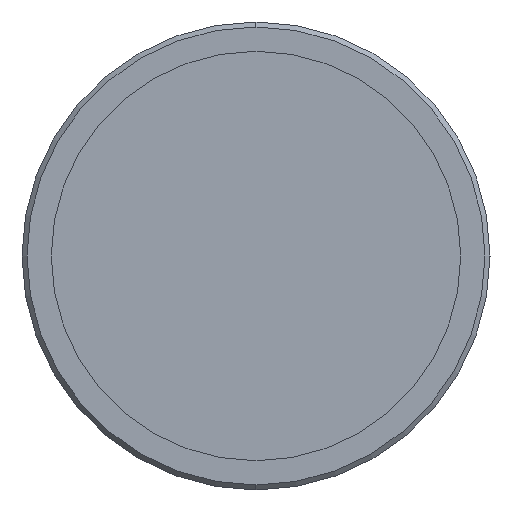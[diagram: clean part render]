
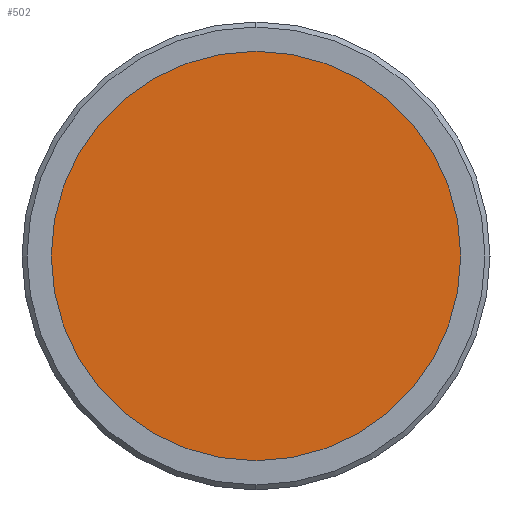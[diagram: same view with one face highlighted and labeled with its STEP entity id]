
A CAD part, left-side view. The second image highlights one B-rep face of the part: STEP entity #502.
In plain terms, the highlighted planar face has unit normal (-1, 0, 0).
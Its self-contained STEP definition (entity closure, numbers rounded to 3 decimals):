
#2 = FACE_OUTER_BOUND ( 'NONE', #61, .T. ) ;
#7 = AXIS2_PLACEMENT_3D ( 'NONE', #500, #317, #743 ) ;
#46 = PLANE ( 'NONE',  #108 ) ;
#61 = EDGE_LOOP ( 'NONE', ( #304, #350 ) ) ;
#108 = AXIS2_PLACEMENT_3D ( 'NONE', #720, #470, #544 ) ;
#109 = CARTESIAN_POINT ( 'NONE',  ( 2., 0., 12.25 ) ) ;
#156 = CIRCLE ( 'NONE', #181, 12.25 ) ;
#181 = AXIS2_PLACEMENT_3D ( 'NONE', #620, #242, #731 ) ;
#242 = DIRECTION ( 'NONE',  ( -1., 0., 0. ) ) ;
#244 = CARTESIAN_POINT ( 'NONE',  ( 2., 0., -12.25 ) ) ;
#263 = CIRCLE ( 'NONE', #7, 12.25 ) ;
#279 = VERTEX_POINT ( 'NONE', #244 ) ;
#304 = ORIENTED_EDGE ( 'NONE', *, *, #745, .T. ) ;
#317 = DIRECTION ( 'NONE',  ( -1., 0., 0. ) ) ;
#350 = ORIENTED_EDGE ( 'NONE', *, *, #641, .T. ) ;
#470 = DIRECTION ( 'NONE',  ( -1., 0., 0. ) ) ;
#479 = VERTEX_POINT ( 'NONE', #109 ) ;
#500 = CARTESIAN_POINT ( 'NONE',  ( 2., 0., 0. ) ) ;
#502 = ADVANCED_FACE ( 'NONE', ( #2 ), #46, .T. ) ;
#544 = DIRECTION ( 'NONE',  ( 0., 0., 1. ) ) ;
#620 = CARTESIAN_POINT ( 'NONE',  ( 2., 0., 0. ) ) ;
#641 = EDGE_CURVE ( 'NONE', #279, #479, #156, .T. ) ;
#720 = CARTESIAN_POINT ( 'NONE',  ( 2., 0., 0. ) ) ;
#731 = DIRECTION ( 'NONE',  ( 0., 0., 1. ) ) ;
#743 = DIRECTION ( 'NONE',  ( 0., 0., 1. ) ) ;
#745 = EDGE_CURVE ( 'NONE', #479, #279, #263, .T. ) ;
